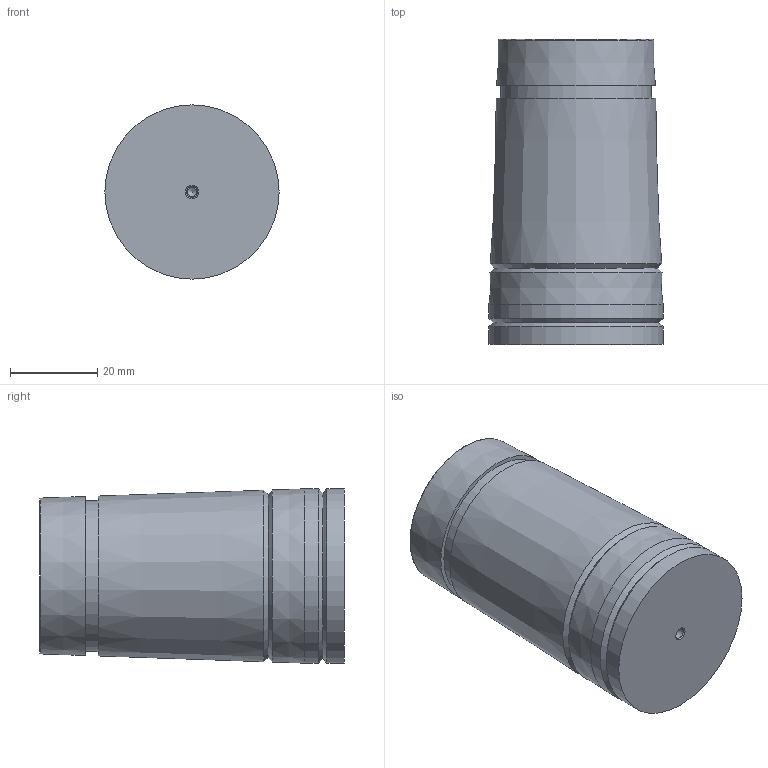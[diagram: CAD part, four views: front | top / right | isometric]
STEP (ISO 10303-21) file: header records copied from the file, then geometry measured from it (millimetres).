
FILE_DESCRIPTION(/* description */ (''),/* implementation_level */ '2;1');
FILE_NAME(/* name */ 'Part1.stp',/* time_stamp */ '2020-03-28T03:09:59+03:00',/* author */ ('User'),/* organization */ (''),/* preprocessor_version */ 'ST-DEVELOPER v18',/* originating_system */ 'Autodesk Inventor 2020',/* authorisation */ '');
FILE_SCHEMA (('AUTOMOTIVE_DESIGN { 1 0 10303 214 3 1 1 }'));
Length unit declared in the file: millimetre
Products named in the file (1): Part1
Bounding box: 40 x 69.99 x 40 mm (x, y, z)
Volume: 25721.5 mm3; surface area: 18059.6 mm2
Topology: 1 solids, 1 shells, 25 faces, 72 edges, 50 vertices
Faces by surface type: cone 15, cylinder 5, plane 3, torus 2
Full cylindrical faces by diameter (mm): 2 x1, 2.5 x1, 34 x1, 40 x2
Entity records: 895 total; most frequent: DIRECTION 172, CARTESIAN_POINT 146, ORIENTED_EDGE 140, AXIS2_PLACEMENT_3D 76, EDGE_CURVE 70, CIRCLE 50, VERTEX_POINT 50, EDGE_LOOP 28
